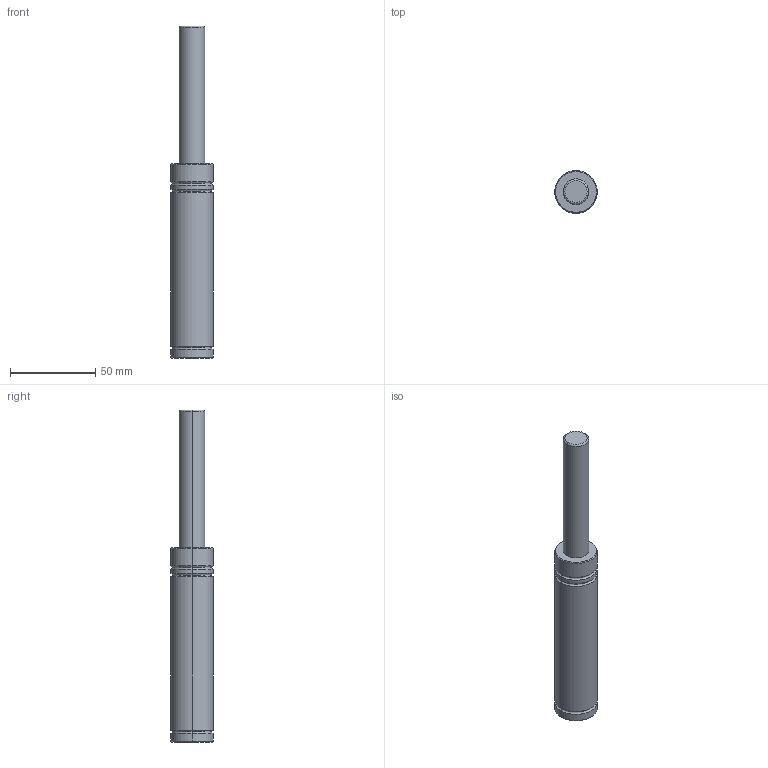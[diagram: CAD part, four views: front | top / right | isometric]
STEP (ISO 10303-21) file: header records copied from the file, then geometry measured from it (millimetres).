
FILE_DESCRIPTION (( 'STEP AP203' ), '1' );
FILE_NAME ('EF 00320_080 A.step', '2018-11-29T07:23:47', ( '' ), ( '' ), 'SwSTEP 2.0', 'SolidWorks 2016', '' );
FILE_SCHEMA (( 'CONFIG_CONTROL_DESIGN' ));
Length unit declared in the file: millimetre
Products named in the file (1): EF 00320_080 A
Bounding box: 25 x 25 x 195 mm (x, y, z)
Volume: 69639 mm3; surface area: 14103.6 mm2
Topology: 1 solids, 1 shells, 40 faces, 80 edges, 43 vertices
Faces by surface type: torus 14, cylinder 14, cone 8, plane 4
Entity records: 1099 total; most frequent: DIRECTION 216, CARTESIAN_POINT 162, ORIENTED_EDGE 156, AXIS2_PLACEMENT_3D 97, EDGE_CURVE 78, CIRCLE 56, EDGE_LOOP 43, VERTEX_POINT 43
